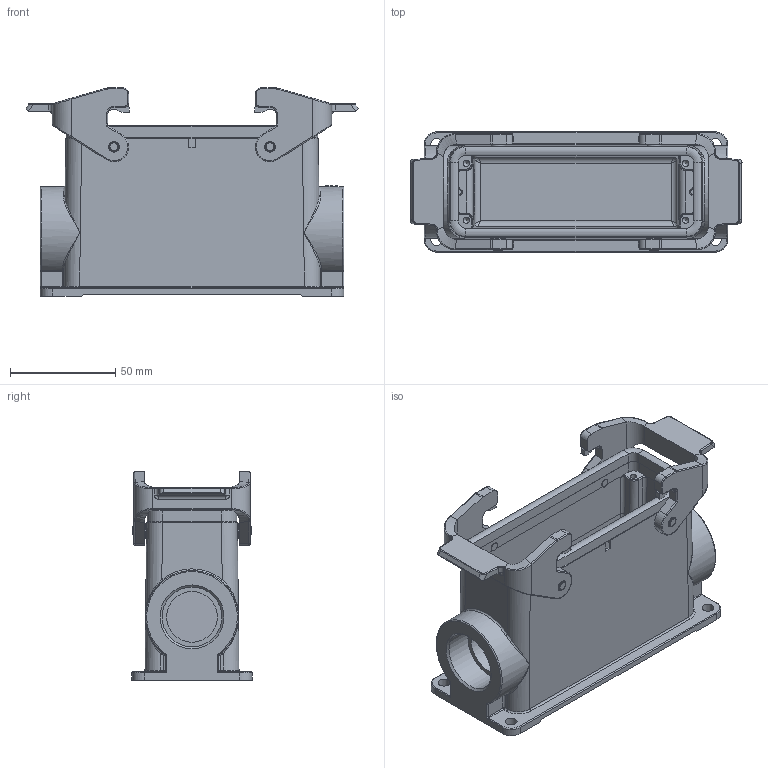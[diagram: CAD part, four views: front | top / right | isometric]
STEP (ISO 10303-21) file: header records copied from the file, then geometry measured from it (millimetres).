
FILE_DESCRIPTION(/* description */ (''),/* implementation_level */ '2;1');
FILE_NAME(/* name */ '100724950ugm000_b.stp',/* time_stamp */ '2018-03-06T15:48:05+01:00',/* author */ (''),/* organization */ (''),/* preprocessor_version */ 'ST-DEVELOPER v16',/* originating_system */ 'SIEMENS PLM Software NX 10.0',/* authorisation */ '');
FILE_SCHEMA (('AUTOMOTIVE_DESIGN { 1 0 10303 214 3 1 1 1 }'));
Length unit declared in the file: millimetre
Products named in the file (1): 100724950ugm000_b
Bounding box: 157.4 x 57 x 98.8 mm (x, y, z)
Volume: 194327.9 mm3; surface area: 82024.2 mm2
Topology: 3 solids, 3 shells, 667 faces, 2267 edges, 2219 vertices
Faces by surface type: cylinder 253, plane 243, bspline 114, torus 38, cone 17, extrusion 2
Full cylindrical faces by diameter (mm): 0.66 x1, 0.78 x1, 3 x4, 4 x4, 4.8 x4, 5.1 x4, 5.6 x4, 7 x4, 23.6 x1, 24 x1, 26.9 x1, 28.3 x1
Entity records: 32437 total; most frequent: CARTESIAN_POINT 10761, DIRECTION 3286, ORIENTED_EDGE 3160, EDGE_CURVE 1580, AXIS2_PLACEMENT_3D 1191, PRESENTATION_STYLE_ASSIGNMENT 1031, VERTEX_POINT 1006, VECTOR 904
